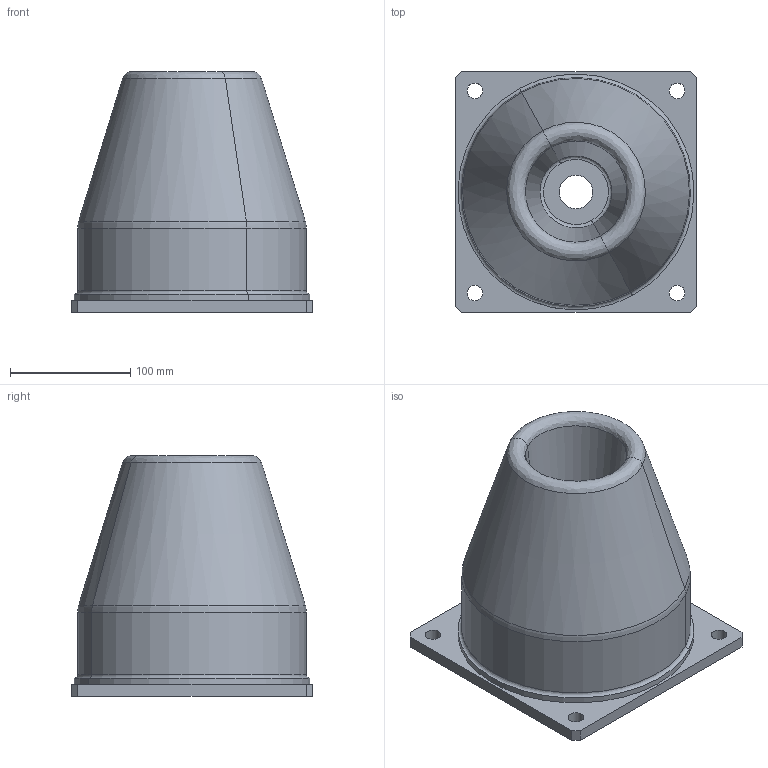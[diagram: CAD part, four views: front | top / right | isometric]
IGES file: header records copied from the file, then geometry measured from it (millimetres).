
Start section: START RECORD GO HERE.
Global section: file name: 514200 BUTEE 200x200 (LEVAFLEX).igs; native system: 44HIBM CATIA IGES - CATIA Version 5 Release 19; preprocessor: CATIA Version 5 Release 19 ; author: CatiaV5; organization: LEV3; date: 20110406.133819; units: millimetre
Bounding box: 200 x 200 x 199.98 mm (x, y, z)
Surface area: 207261.7 mm2 (no closed solid volume)
Topology: 0 solids, 0 shells, 55 faces, 284 edges, 284 vertices
Faces by surface type: revolution 38, plane 17
